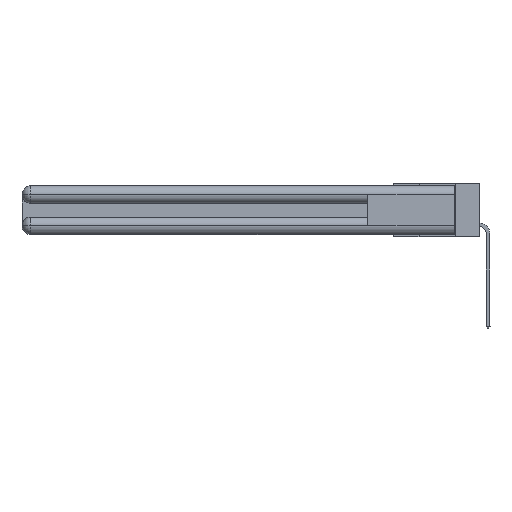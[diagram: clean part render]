
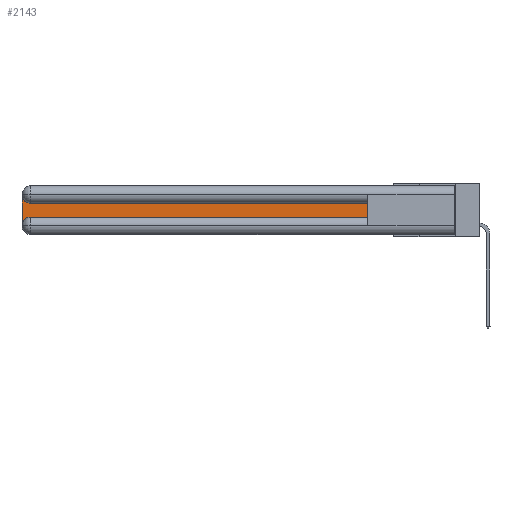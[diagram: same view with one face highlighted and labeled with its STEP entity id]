
A CAD part, left-side view. The second image highlights one B-rep face of the part: STEP entity #2143.
In plain terms, the highlighted planar face has unit normal (-1, 0, 0).
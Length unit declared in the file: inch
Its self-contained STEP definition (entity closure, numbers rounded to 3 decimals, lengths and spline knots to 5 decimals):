
#253 = LINE ( 'NONE', #18189, #8281 ) ;
#348 = DIRECTION ( 'NONE',  ( 1., 0., 0. ) ) ;
#792 = CARTESIAN_POINT ( 'NONE',  ( 0.075, 2.94, -0.0625 ) ) ;
#1453 = CARTESIAN_POINT ( 'NONE',  ( 0.075, 0.6, -0.2175 ) ) ;
#1788 = CARTESIAN_POINT ( 'NONE',  ( 0.075, 0.6, -0.1225 ) ) ;
#1912 = VERTEX_POINT ( 'NONE', #19436 ) ;
#2143 = ADVANCED_FACE ( 'NONE', ( #26691 ), #13662, .F. ) ;
#4046 = EDGE_CURVE ( 'NONE', #20084, #20742, #13652, .T. ) ;
#4441 = EDGE_CURVE ( 'NONE', #22704, #20084, #11572, .T. ) ;
#4762 = DIRECTION ( 'NONE',  ( 0., -1., 0. ) ) ;
#7240 = DIRECTION ( 'NONE',  ( 0., 0., -1. ) ) ;
#8281 = VECTOR ( 'NONE', #7240, 39.37008 ) ;
#8399 = VECTOR ( 'NONE', #4762, 39.37008 ) ;
#8673 = CIRCLE ( 'NONE', #26671, 0.06 ) ;
#10822 = DIRECTION ( 'NONE',  ( 0., 0., -1. ) ) ;
#10837 = LINE ( 'NONE', #17982, #8399 ) ;
#11565 = CARTESIAN_POINT ( 'NONE',  ( 0.075, 3., -0.1225 ) ) ;
#11572 = LINE ( 'NONE', #1453, #23816 ) ;
#12301 = AXIS2_PLACEMENT_3D ( 'NONE', #792, #22816, #27342 ) ;
#12971 = VECTOR ( 'NONE', #19484, 39.37008 ) ;
#13137 = CARTESIAN_POINT ( 'NONE',  ( 0.075, 2.94, -0.2775 ) ) ;
#13312 = DIRECTION ( 'NONE',  ( 1., 0., 0. ) ) ;
#13346 = CARTESIAN_POINT ( 'NONE',  ( 0.075, 2.94, -0.2175 ) ) ;
#13590 = CIRCLE ( 'NONE', #12301, 0.06 ) ;
#13652 = LINE ( 'NONE', #1788, #12971 ) ;
#13662 = PLANE ( 'NONE',  #21783 ) ;
#14021 = CARTESIAN_POINT ( 'NONE',  ( 0.075, 0.6, -0.1225 ) ) ;
#14256 = ORIENTED_EDGE ( 'NONE', *, *, #23183, .T. ) ;
#16015 = VERTEX_POINT ( 'NONE', #19409 ) ;
#16357 = CARTESIAN_POINT ( 'NONE',  ( 0.075, 2.94, -0.1225 ) ) ;
#17593 = EDGE_LOOP ( 'NONE', ( #19024, #17845, #17955, #14256, #21983, #26680 ) ) ;
#17845 = ORIENTED_EDGE ( 'NONE', *, *, #27886, .T. ) ;
#17955 = ORIENTED_EDGE ( 'NONE', *, *, #23749, .T. ) ;
#17982 = CARTESIAN_POINT ( 'NONE',  ( 0.075, 0.6, -0.2175 ) ) ;
#18189 = CARTESIAN_POINT ( 'NONE',  ( 0.075, 3., -0.2175 ) ) ;
#19024 = ORIENTED_EDGE ( 'NONE', *, *, #4046, .T. ) ;
#19409 = CARTESIAN_POINT ( 'NONE',  ( 0.075, 3., -0.0625 ) ) ;
#19436 = CARTESIAN_POINT ( 'NONE',  ( 0.075, 3., -0.2775 ) ) ;
#19484 = DIRECTION ( 'NONE',  ( 0., 1., 0. ) ) ;
#20084 = VERTEX_POINT ( 'NONE', #14021 ) ;
#20742 = VERTEX_POINT ( 'NONE', #16357 ) ;
#21255 = DIRECTION ( 'NONE',  ( 0., 0., 1. ) ) ;
#21783 = AXIS2_PLACEMENT_3D ( 'NONE', #11565, #348, #26824 ) ;
#21983 = ORIENTED_EDGE ( 'NONE', *, *, #27763, .T. ) ;
#22704 = VERTEX_POINT ( 'NONE', #27405 ) ;
#22816 = DIRECTION ( 'NONE',  ( 1., 0., 0. ) ) ;
#23183 = EDGE_CURVE ( 'NONE', #1912, #23717, #8673, .T. ) ;
#23717 = VERTEX_POINT ( 'NONE', #13346 ) ;
#23749 = EDGE_CURVE ( 'NONE', #16015, #1912, #253, .T. ) ;
#23816 = VECTOR ( 'NONE', #21255, 39.37008 ) ;
#26671 = AXIS2_PLACEMENT_3D ( 'NONE', #13137, #13312, #10822 ) ;
#26680 = ORIENTED_EDGE ( 'NONE', *, *, #4441, .T. ) ;
#26691 = FACE_OUTER_BOUND ( 'NONE', #17593, .T. ) ;
#26824 = DIRECTION ( 'NONE',  ( 0., 0., -1. ) ) ;
#27342 = DIRECTION ( 'NONE',  ( 0., 0., -1. ) ) ;
#27405 = CARTESIAN_POINT ( 'NONE',  ( 0.075, 0.6, -0.2175 ) ) ;
#27763 = EDGE_CURVE ( 'NONE', #23717, #22704, #10837, .T. ) ;
#27886 = EDGE_CURVE ( 'NONE', #20742, #16015, #13590, .T. ) ;
